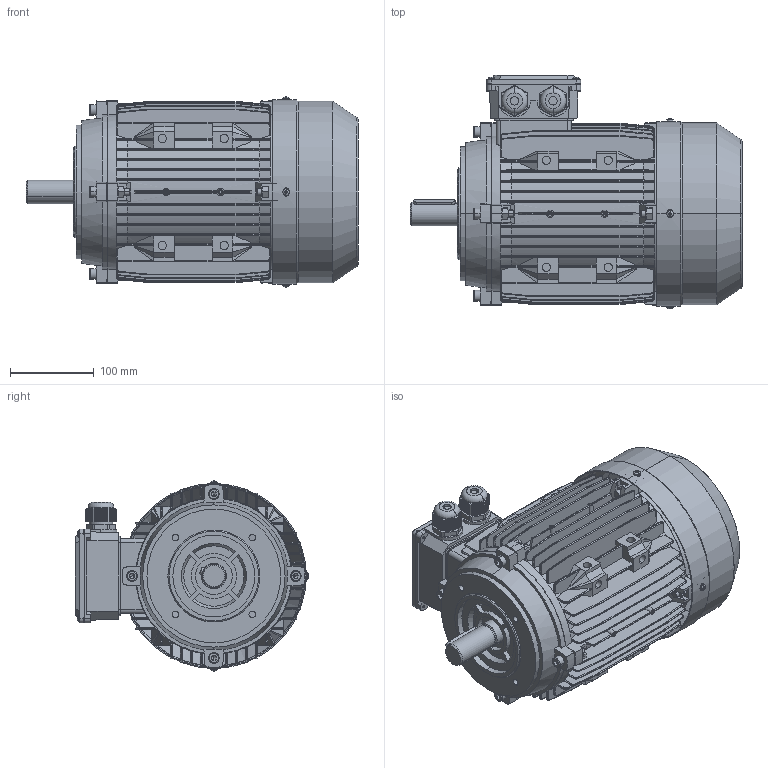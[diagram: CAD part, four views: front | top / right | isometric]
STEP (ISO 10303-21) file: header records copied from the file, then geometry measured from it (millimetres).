
FILE_DESCRIPTION (( 'STEP AP203' ), '1' );
FILE_NAME ('MS112 B14蚾饜芞.STEP', '2015-01-06T02:12:48', ( 'USER' ), ( 'MS' ), 'SwSTEP 2.0', 'SolidWorks 2008', '' );
FILE_SCHEMA (( 'CONFIG_CONTROL_DESIGN' ));
Products named in the file (13): MS112 后盖_默认; MS132接线盒座_默认; MS112 B14前盖_默认; MS132接线盒盖_默认; MS112 B14蚾饜芞; 112机壳_默认; 112转轴_默认; MS112 风叶_默认; MS112 风罩_默认; 112-132出线螺套_默认; Cross recessed thread forming screws GB_GB_CROSS_SCREWS_TYPE138 M4X10-N; Hexagon socket head cap screws GB_GB_FASTENER_SCREWS_HSHCS M8X40-N; Hexagon nuts grade C GB_GB_FASTENER_NUT_SNC1 M8-N
Assembly tree (34 placements, depth 2):
  MS112 B14蚾饜芞
    Hexagon socket head cap screws GB_GB_FASTENER_SCREWS_HSHCS M8X40-N  x8
    Cross recessed thread forming screws GB_GB_CROSS_SCREWS_TYPE138 M4X10-N  x8
    Hexagon nuts grade C GB_GB_FASTENER_NUT_SNC1 M8-N  x8
    MS112 B14前盖_默认
    MS112 风叶_默认
    112转轴_默认
    MS132接线盒座_默认
    112-132出线螺套_默认  x2
    112机壳_默认
    MS112 风罩_默认
    MS112 后盖_默认
    MS132接线盒盖_默认
Bounding box: 397 x 279.71 x 227.43 mm (x, y, z)
Volume: 2147999.7 mm3; surface area: 1167302.6 mm2
Topology: 34 solids, 34 shells, 4263 faces, 11173 edges, 7073 vertices
Faces by surface type: plane 2441, cylinder 1161, bspline 282, cone 238, torus 87, sphere 54
Entity records: 120864 total; most frequent: CARTESIAN_POINT 33452, ORIENTED_EDGE 18786, DIRECTION 16369, EDGE_CURVE 9393, VERTEX_POINT 5938, VECTOR 5935, LINE 5935, AXIS2_PLACEMENT_3D 5217
